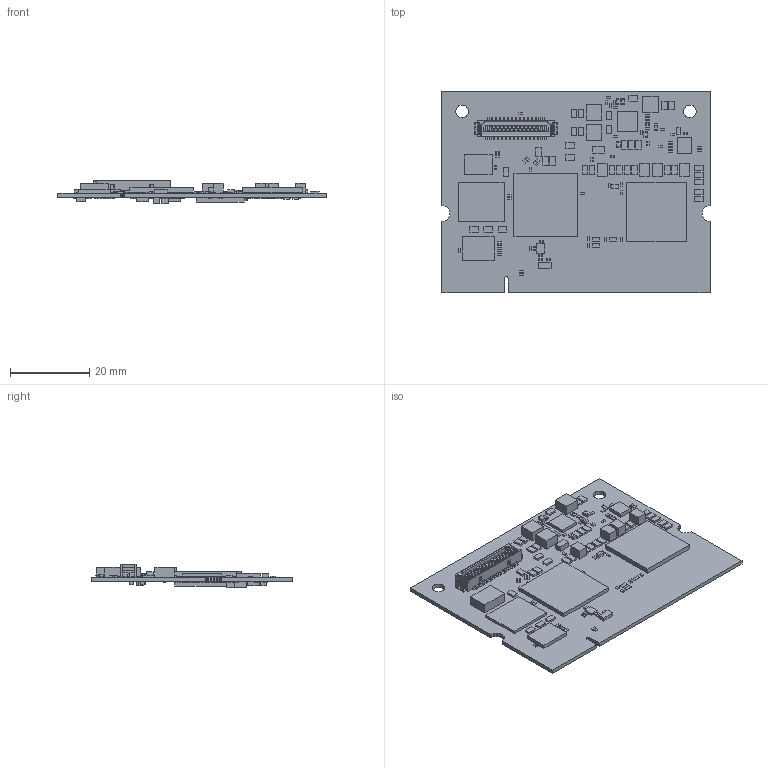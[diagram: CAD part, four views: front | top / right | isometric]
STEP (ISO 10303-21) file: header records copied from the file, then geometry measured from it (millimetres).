
FILE_DESCRIPTION(('Open CASCADE Model'),'2;1');
FILE_NAME('Open CASCADE Shape Model','2012-04-17T15:12:29',('Author'),( 'Open CASCADE'),'Open CASCADE STEP processor 6.2','Open CASCADE 6.2' ,'Unknown');
FILE_SCHEMA(('AUTOMOTIVE_DESIGN { 1 0 10303 214 1 1 1 1 }'));
Length unit declared in the file: millimetre
Products named in the file (346): PCB; Board; C172; 263497008; Extruded; 263497264; C171; C170; C169; U6; 664327696; C168; 341389424; 811019312; R39; 320726480; 320726608; 320726736; C131; 320724176; 320724688; C145; 811019440; 811019568; R46; C163; C162; C161; C160; C157; C156; C155; C154; C153; C152; C151; U5; 811036848; R2; R1 ...
Assembly tree (1007 placements, depth 4):
  PCB
    Board
    C172
      263497008  x2
        Extruded
      263497264
        Extruded
    C171
      263497008  x2
        Extruded
      263497264
        Extruded
    C170
      263497008  x2
        Extruded
      263497264
        Extruded
    C169
      263497008  x2
        Extruded
      263497264
        Extruded
    U6
      664327696
        Extruded
    C168
      341389424  x2
        Extruded
      811019312
        Extruded
    R39
      320726480  x2
        Extruded
      320726608
        Extruded
      320726736
        Extruded
    C131
      320724176  x2
        Extruded
      320724688
        Extruded
    C145
      811019440  x2
        Extruded
      811019568
        Extruded
    R46
      320726480  x2
        Extruded
      320726608
        Extruded
      320726736
        Extruded
    C163
      320724176  x2
        Extruded
      320724688
        Extruded
    C162
Bounding box: 67.6 x 50.8 x 5.93 mm (x, y, z)
Volume: 5008.8 mm3; surface area: 11443.6 mm2
Topology: 706 solids, 706 shells, 5329 faces, 11488 edges, 7594 vertices
Faces by surface type: plane 4990, cylinder 321, bspline 8, torus 6, cone 4
Full cylindrical faces by diameter (mm): 1.3 x2, 3.175 x2
Entity records: 111585 total; most frequent: CARTESIAN_POINT 31932, DIRECTION 14180, LINE 7810, VECTOR 7810, ORIENTED_EDGE 7084, PCURVE 7084, DEFINITIONAL_REPRESENTATION 7084, EDGE_CURVE 3542
